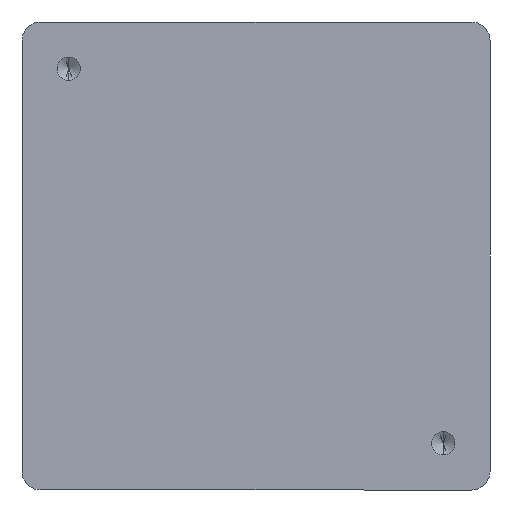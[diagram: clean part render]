
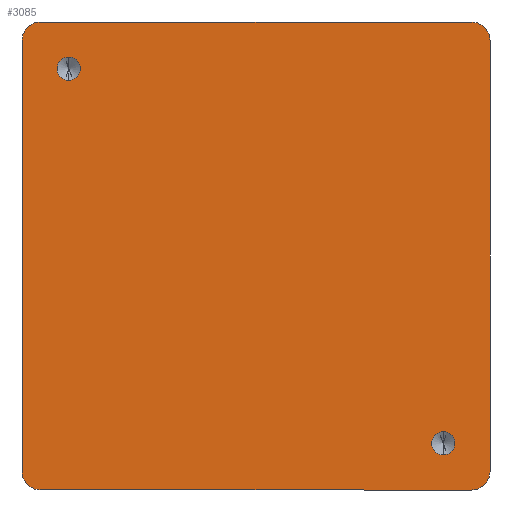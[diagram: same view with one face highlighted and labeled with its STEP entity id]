
A CAD part, front view. The second image highlights one B-rep face of the part: STEP entity #3085.
In plain terms, the highlighted planar face has unit normal (0, -1, 0).
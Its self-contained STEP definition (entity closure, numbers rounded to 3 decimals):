
#103 = VERTEX_POINT ( 'NONE', #3850 ) ;
#116 = FACE_BOUND ( 'NONE', #11582, .T. ) ;
#133 = DIRECTION ( 'NONE',  ( 0., 0., -1. ) ) ;
#174 = VERTEX_POINT ( 'NONE', #7829 ) ;
#508 = EDGE_CURVE ( 'NONE', #103, #9445, #7087, .T. ) ;
#725 = ORIENTED_EDGE ( 'NONE', *, *, #10158, .F. ) ;
#757 = EDGE_CURVE ( 'NONE', #9922, #174, #3615, .T. ) ;
#786 = CARTESIAN_POINT ( 'NONE',  ( 25., 0., -24.172 ) ) ;
#1040 = CARTESIAN_POINT ( 'NONE',  ( 24.172, 0., 25. ) ) ;
#1864 = CARTESIAN_POINT ( 'NONE',  ( -25., 0., -23.001 ) ) ;
#1893 = AXIS2_PLACEMENT_3D ( 'NONE', #5126, #11399, #133 ) ;
#1945 = CARTESIAN_POINT ( 'NONE',  ( -23.001, 0., -25. ) ) ;
#1985 = ORIENTED_EDGE ( 'NONE', *, *, #14645, .F. ) ;
#1993 = VERTEX_POINT ( 'NONE', #3605 ) ;
#2069 = ORIENTED_EDGE ( 'NONE', *, *, #6262, .F. ) ;
#2128 = DIRECTION ( 'NONE',  ( 1., 0., 0. ) ) ;
#2220 = LINE ( 'NONE', #8415, #7152 ) ;
#2591 = CARTESIAN_POINT ( 'NONE',  ( 20., 0., -21.25 ) ) ;
#2922 = VERTEX_POINT ( 'NONE', #14280 ) ;
#3078 = ORIENTED_EDGE ( 'NONE', *, *, #757, .T. ) ;
#3085 = ADVANCED_FACE ( 'NONE', ( #11380, #116, #7618 ), #4119, .F. ) ;
#3242 = CARTESIAN_POINT ( 'NONE',  ( -25., 0., -25. ) ) ;
#3245 = CIRCLE ( 'NONE', #6161, 1.25 ) ;
#3523 = VERTEX_POINT ( 'NONE', #9366 ) ;
#3605 = CARTESIAN_POINT ( 'NONE',  ( -20., 0., 21.25 ) ) ;
#3615 =( BOUNDED_CURVE ( )  B_SPLINE_CURVE ( 3, ( #4412, #8216, #786, #15629 ),
 .UNSPECIFIED., .F., .T. ) 
 B_SPLINE_CURVE_WITH_KNOTS ( ( 4, 4 ),
 ( 2.357, 3.926 ),
 .UNSPECIFIED. ) 
 CURVE ( )  GEOMETRIC_REPRESENTATION_ITEM ( )  RATIONAL_B_SPLINE_CURVE ( ( 1., 0.805, 0.805, 1. ) ) 
 REPRESENTATION_ITEM ( '' )  );
#3850 = CARTESIAN_POINT ( 'NONE',  ( -23.001, 0., 25. ) ) ;
#3990 = VERTEX_POINT ( 'NONE', #5759 ) ;
#4027 = VERTEX_POINT ( 'NONE', #15500 ) ;
#4119 = PLANE ( 'NONE',  #6840 ) ;
#4242 = EDGE_CURVE ( 'NONE', #3990, #174, #2220, .T. ) ;
#4412 = CARTESIAN_POINT ( 'NONE',  ( 23.001, 0., -25. ) ) ;
#4435 = EDGE_CURVE ( 'NONE', #3990, #9445, #12243, .T. ) ;
#4510 = EDGE_CURVE ( 'NONE', #11604, #5330, #5550, .T. ) ;
#4573 = LINE ( 'NONE', #3242, #8020 ) ;
#4838 = CARTESIAN_POINT ( 'NONE',  ( 23.001, 0., -25. ) ) ;
#5064 = DIRECTION ( 'NONE',  ( 0., -1., 0. ) ) ;
#5126 = CARTESIAN_POINT ( 'NONE',  ( 20., 0., -20. ) ) ;
#5330 = VERTEX_POINT ( 'NONE', #14017 ) ;
#5550 = CIRCLE ( 'NONE', #1893, 1.25 ) ;
#5579 = DIRECTION ( 'NONE',  ( 0., -1., 0. ) ) ;
#5625 = CARTESIAN_POINT ( 'NONE',  ( -25., 0., -24.172 ) ) ;
#5759 = CARTESIAN_POINT ( 'NONE',  ( 25., 0., 23.001 ) ) ;
#5808 = ORIENTED_EDGE ( 'NONE', *, *, #4510, .F. ) ;
#5905 = CARTESIAN_POINT ( 'NONE',  ( 25., 0., 23.001 ) ) ;
#6161 = AXIS2_PLACEMENT_3D ( 'NONE', #6635, #5064, #12654 ) ;
#6262 = EDGE_CURVE ( 'NONE', #4027, #7522, #15043, .T. ) ;
#6541 = EDGE_LOOP ( 'NONE', ( #7188, #1985 ) ) ;
#6556 = CARTESIAN_POINT ( 'NONE',  ( -20., 0., 20. ) ) ;
#6635 = CARTESIAN_POINT ( 'NONE',  ( -20., 0., 20. ) ) ;
#6742 = CARTESIAN_POINT ( 'NONE',  ( -25., 0., 23.001 ) ) ;
#6749 = DIRECTION ( 'NONE',  ( 0., 0., -1. ) ) ;
#6839 = CARTESIAN_POINT ( 'NONE',  ( -24.172, 0., 25. ) ) ;
#6840 = AXIS2_PLACEMENT_3D ( 'NONE', #9186, #12627, #11454 ) ;
#6903 = ORIENTED_EDGE ( 'NONE', *, *, #7880, .T. ) ;
#7087 = LINE ( 'NONE', #14639, #13058 ) ;
#7152 = VECTOR ( 'NONE', #7262, 1000. ) ;
#7188 = ORIENTED_EDGE ( 'NONE', *, *, #11244, .F. ) ;
#7262 = DIRECTION ( 'NONE',  ( 0., 0., -1. ) ) ;
#7522 = VERTEX_POINT ( 'NONE', #14263 ) ;
#7618 = FACE_OUTER_BOUND ( 'NONE', #15664, .T. ) ;
#7829 = CARTESIAN_POINT ( 'NONE',  ( 25., 0., -23.001 ) ) ;
#7880 = EDGE_CURVE ( 'NONE', #4027, #2922, #15619, .T. ) ;
#8009 = CARTESIAN_POINT ( 'NONE',  ( -23.001, 0., 25. ) ) ;
#8020 = VECTOR ( 'NONE', #8303, 1000. ) ;
#8216 = CARTESIAN_POINT ( 'NONE',  ( 24.172, 0., -25. ) ) ;
#8303 = DIRECTION ( 'NONE',  ( -1., 0., 0. ) ) ;
#8374 = CIRCLE ( 'NONE', #13873, 1.25 ) ;
#8415 = CARTESIAN_POINT ( 'NONE',  ( 25., 0., -25. ) ) ;
#8798 = CARTESIAN_POINT ( 'NONE',  ( -25., 0., -25. ) ) ;
#9186 = CARTESIAN_POINT ( 'NONE',  ( -25., 0., 25. ) ) ;
#9220 = DIRECTION ( 'NONE',  ( 0., 0., -1. ) ) ;
#9314 = CARTESIAN_POINT ( 'NONE',  ( 20., 0., -20. ) ) ;
#9366 = CARTESIAN_POINT ( 'NONE',  ( -20., 0., 18.75 ) ) ;
#9445 = VERTEX_POINT ( 'NONE', #11379 ) ;
#9922 = VERTEX_POINT ( 'NONE', #4838 ) ;
#10158 = EDGE_CURVE ( 'NONE', #9922, #2922, #4573, .T. ) ;
#10441 = DIRECTION ( 'NONE',  ( 0., -1., 0. ) ) ;
#10602 = ORIENTED_EDGE ( 'NONE', *, *, #12102, .F. ) ;
#10929 = ORIENTED_EDGE ( 'NONE', *, *, #4242, .F. ) ;
#11244 = EDGE_CURVE ( 'NONE', #3523, #1993, #3245, .T. ) ;
#11379 = CARTESIAN_POINT ( 'NONE',  ( 23.001, 0., 25. ) ) ;
#11380 = FACE_BOUND ( 'NONE', #6541, .T. ) ;
#11399 = DIRECTION ( 'NONE',  ( 0., -1., 0. ) ) ;
#11454 = DIRECTION ( 'NONE',  ( 0., 0., 1. ) ) ;
#11582 = EDGE_LOOP ( 'NONE', ( #5808, #10602 ) ) ;
#11604 = VERTEX_POINT ( 'NONE', #2591 ) ;
#12102 = EDGE_CURVE ( 'NONE', #5330, #11604, #13830, .T. ) ;
#12243 =( BOUNDED_CURVE ( )  B_SPLINE_CURVE ( 3, ( #5905, #13548, #1040, #14870 ),
 .UNSPECIFIED., .F., .T. ) 
 B_SPLINE_CURVE_WITH_KNOTS ( ( 4, 4 ),
 ( 2.357, 3.926 ),
 .UNSPECIFIED. ) 
 CURVE ( )  GEOMETRIC_REPRESENTATION_ITEM ( )  RATIONAL_B_SPLINE_CURVE ( ( 1., 0.805, 0.805, 1. ) ) 
 REPRESENTATION_ITEM ( '' )  );
#12627 = DIRECTION ( 'NONE',  ( 0., 1., 0. ) ) ;
#12654 = DIRECTION ( 'NONE',  ( 0., 0., -1. ) ) ;
#12896 = EDGE_CURVE ( 'NONE', #103, #7522, #16050, .T. ) ;
#12995 = CARTESIAN_POINT ( 'NONE',  ( -25., 0., 24.172 ) ) ;
#13042 = AXIS2_PLACEMENT_3D ( 'NONE', #9314, #5579, #6749 ) ;
#13058 = VECTOR ( 'NONE', #2128, 1000. ) ;
#13548 = CARTESIAN_POINT ( 'NONE',  ( 25., 0., 24.172 ) ) ;
#13562 = ORIENTED_EDGE ( 'NONE', *, *, #508, .F. ) ;
#13739 = VECTOR ( 'NONE', #13798, 1000. ) ;
#13798 = DIRECTION ( 'NONE',  ( 0., 0., 1. ) ) ;
#13830 = CIRCLE ( 'NONE', #13042, 1.25 ) ;
#13873 = AXIS2_PLACEMENT_3D ( 'NONE', #6556, #10441, #9220 ) ;
#14017 = CARTESIAN_POINT ( 'NONE',  ( 20., 0., -18.75 ) ) ;
#14263 = CARTESIAN_POINT ( 'NONE',  ( -25., 0., 23.001 ) ) ;
#14280 = CARTESIAN_POINT ( 'NONE',  ( -23.001, 0., -25. ) ) ;
#14582 = ORIENTED_EDGE ( 'NONE', *, *, #12896, .T. ) ;
#14639 = CARTESIAN_POINT ( 'NONE',  ( -25., 0., 25. ) ) ;
#14645 = EDGE_CURVE ( 'NONE', #1993, #3523, #8374, .T. ) ;
#14840 = ORIENTED_EDGE ( 'NONE', *, *, #4435, .T. ) ;
#14870 = CARTESIAN_POINT ( 'NONE',  ( 23.001, 0., 25. ) ) ;
#15043 = LINE ( 'NONE', #8798, #13739 ) ;
#15500 = CARTESIAN_POINT ( 'NONE',  ( -25., 0., -23.001 ) ) ;
#15618 = CARTESIAN_POINT ( 'NONE',  ( -24.172, 0., -25. ) ) ;
#15619 =( BOUNDED_CURVE ( )  B_SPLINE_CURVE ( 3, ( #1864, #5625, #15618, #1945 ),
 .UNSPECIFIED., .F., .F. ) 
 B_SPLINE_CURVE_WITH_KNOTS ( ( 4, 4 ),
 ( 2.357, 3.926 ),
 .UNSPECIFIED. ) 
 CURVE ( )  GEOMETRIC_REPRESENTATION_ITEM ( )  RATIONAL_B_SPLINE_CURVE ( ( 1., 0.805, 0.805, 1. ) ) 
 REPRESENTATION_ITEM ( '' )  );
#15629 = CARTESIAN_POINT ( 'NONE',  ( 25., 0., -23.001 ) ) ;
#15664 = EDGE_LOOP ( 'NONE', ( #13562, #14582, #2069, #6903, #725, #3078, #10929, #14840 ) ) ;
#16050 =( BOUNDED_CURVE ( )  B_SPLINE_CURVE ( 3, ( #8009, #6839, #12995, #6742 ),
 .UNSPECIFIED., .F., .F. ) 
 B_SPLINE_CURVE_WITH_KNOTS ( ( 4, 4 ),
 ( 2.357, 3.926 ),
 .UNSPECIFIED. ) 
 CURVE ( )  GEOMETRIC_REPRESENTATION_ITEM ( )  RATIONAL_B_SPLINE_CURVE ( ( 1., 0.805, 0.805, 1. ) ) 
 REPRESENTATION_ITEM ( '' )  );
